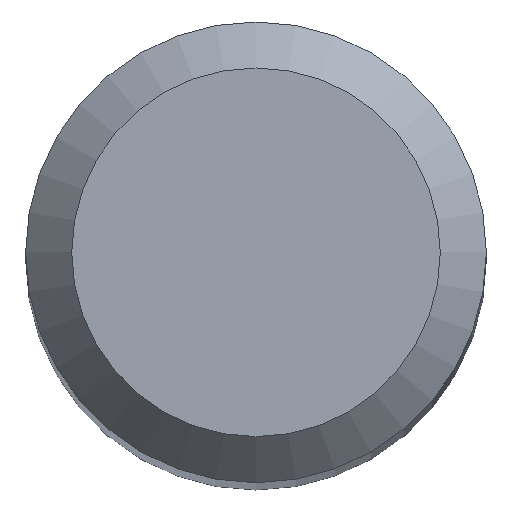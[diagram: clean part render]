
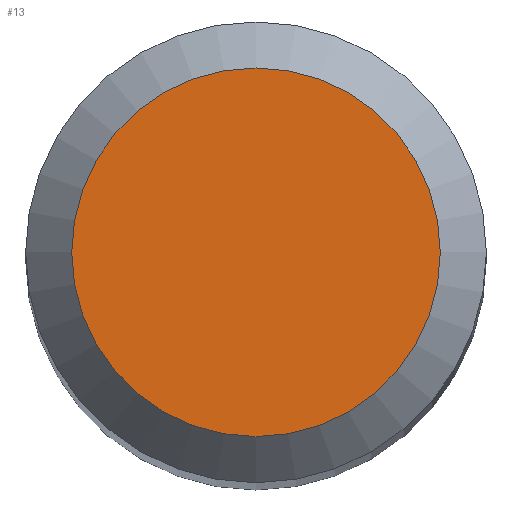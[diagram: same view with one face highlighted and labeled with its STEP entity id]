
A CAD part, top view. The second image highlights one B-rep face of the part: STEP entity #13.
In plain terms, the highlighted planar face has unit normal (0, 0, 1).
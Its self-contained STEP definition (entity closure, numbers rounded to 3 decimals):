
#13 = ADVANCED_FACE ( 'NONE', ( #258 ), #102, .F. ) ;
#22 = DIRECTION ( 'NONE',  ( 0., 0., -1. ) ) ;
#54 = DIRECTION ( 'NONE',  ( 0., 0., -1. ) ) ;
#70 = CIRCLE ( 'NONE', #242, 1.2 ) ;
#95 = ORIENTED_EDGE ( 'NONE', *, *, #101, .F. ) ;
#98 = CARTESIAN_POINT ( 'NONE',  ( 0., 0., 50. ) ) ;
#101 = EDGE_CURVE ( 'NONE', #229, #229, #70, .T. ) ;
#102 = PLANE ( 'NONE',  #223 ) ;
#112 = CARTESIAN_POINT ( 'NONE',  ( 0., 1.2, 50. ) ) ;
#115 = DIRECTION ( 'NONE',  ( 0., 1., 0. ) ) ;
#223 = AXIS2_PLACEMENT_3D ( 'NONE', #98, #54, #288 ) ;
#229 = VERTEX_POINT ( 'NONE', #112 ) ;
#232 = CARTESIAN_POINT ( 'NONE',  ( 0., 0., 50. ) ) ;
#242 = AXIS2_PLACEMENT_3D ( 'NONE', #232, #22, #115 ) ;
#256 = EDGE_LOOP ( 'NONE', ( #95 ) ) ;
#258 = FACE_OUTER_BOUND ( 'NONE', #256, .T. ) ;
#288 = DIRECTION ( 'NONE',  ( 0., 1., 0. ) ) ;
